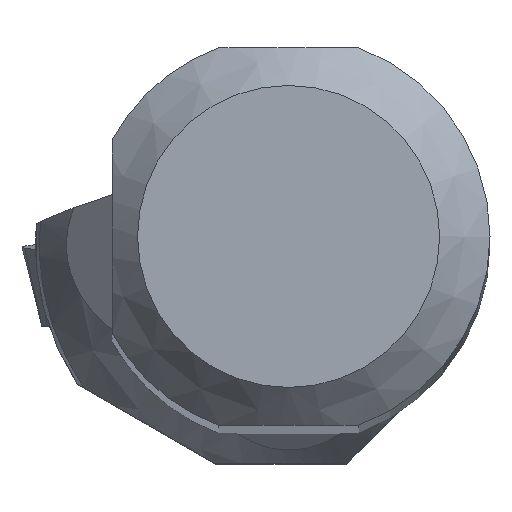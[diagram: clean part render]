
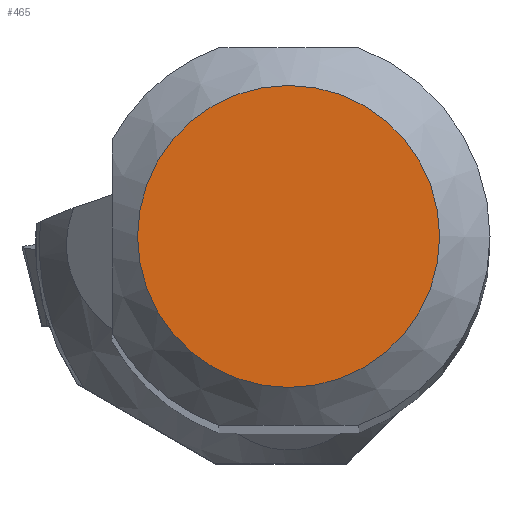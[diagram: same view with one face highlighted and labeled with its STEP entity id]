
A CAD part, top view. The second image highlights one B-rep face of the part: STEP entity #465.
In plain terms, the highlighted planar face has unit normal (0, 0, 1).
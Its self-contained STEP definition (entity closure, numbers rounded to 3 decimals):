
#167=PLANE('',#1667);
#465=ADVANCED_FACE('',(#547),#167,.F.);
#547=FACE_OUTER_BOUND('',#630,.T.);
#630=EDGE_LOOP('',(#1047));
#1047=ORIENTED_EDGE('',*,*,#1467,.T.);
#1269=VERTEX_POINT('',#3008);
#1467=EDGE_CURVE('',#1269,#1269,#1545,.T.);
#1545=CIRCLE('',#1659,6.);
#1659=AXIS2_PLACEMENT_3D('',#3007,#1970,#1971);
#1667=AXIS2_PLACEMENT_3D('',#3052,#1990,#1991);
#1970=DIRECTION('',(0.,0.,1.));
#1971=DIRECTION('',(1.,0.,0.));
#1990=DIRECTION('',(0.,0.,-1.));
#1991=DIRECTION('',(1.,0.,0.));
#3007=CARTESIAN_POINT('',(0.,0.,0.));
#3008=CARTESIAN_POINT('',(6.,0.,0.));
#3052=CARTESIAN_POINT('',(0.,0.,0.));
